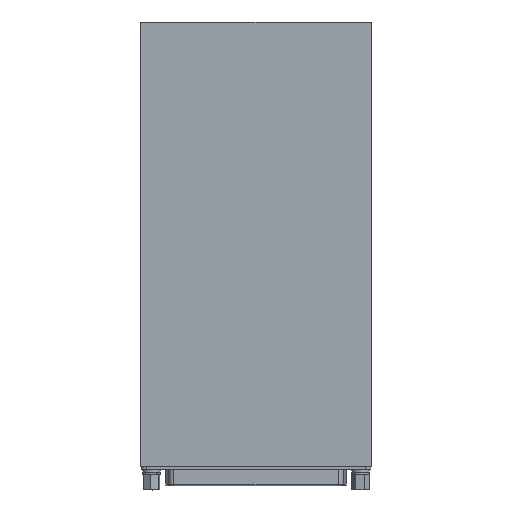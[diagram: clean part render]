
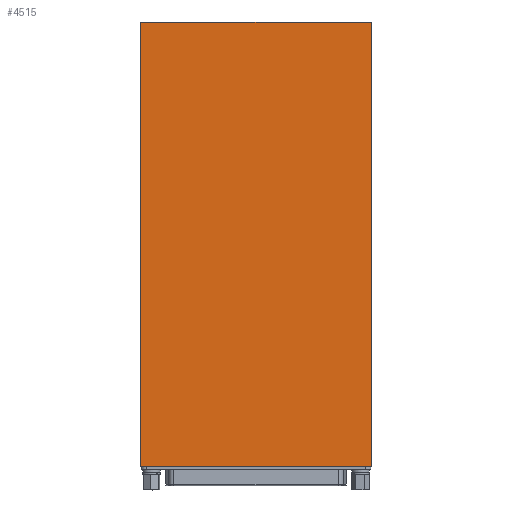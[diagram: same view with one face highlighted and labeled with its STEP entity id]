
A CAD part, top view. The second image highlights one B-rep face of the part: STEP entity #4515.
In plain terms, the highlighted planar face has unit normal (0, 0, 1).
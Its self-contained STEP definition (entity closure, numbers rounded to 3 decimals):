
#469=ORIENTED_EDGE('',*,*,#1123,.F.);
#470=ORIENTED_EDGE('',*,*,#1132,.F.);
#471=ORIENTED_EDGE('',*,*,#1129,.F.);
#472=ORIENTED_EDGE('',*,*,#1126,.F.);
#1123=EDGE_CURVE('',#1457,#1458,#1735,.T.);
#1126=EDGE_CURVE('',#1458,#1460,#1738,.T.);
#1129=EDGE_CURVE('',#1460,#1462,#1741,.T.);
#1132=EDGE_CURVE('',#1462,#1457,#1744,.T.);
#1457=VERTEX_POINT('',#6323);
#1458=VERTEX_POINT('',#6325);
#1460=VERTEX_POINT('',#6331);
#1462=VERTEX_POINT('',#6337);
#1735=LINE('',#6324,#1841);
#1738=LINE('',#6330,#1844);
#1741=LINE('',#6336,#1847);
#1744=LINE('',#6341,#1850);
#1841=VECTOR('',#5261,1000.);
#1844=VECTOR('',#5266,1000.);
#1847=VECTOR('',#5271,1000.);
#1850=VECTOR('',#5276,1000.);
#1949=EDGE_LOOP('',(#469,#470,#471,#472));
#2367=FACE_BOUND('',#1949,.T.);
#2791=PLANE('',#4782);
#4515=ADVANCED_FACE('',(#2367),#2791,.F.);
#4782=AXIS2_PLACEMENT_3D('',#6342,#5277,#5278);
#5261=DIRECTION('',(0.,-1.,0.));
#5266=DIRECTION('',(-1.,0.,0.));
#5271=DIRECTION('',(0.,1.,0.));
#5276=DIRECTION('',(1.,0.,0.));
#5277=DIRECTION('',(0.,0.,-1.));
#5278=DIRECTION('',(-1.,0.,0.));
#6323=CARTESIAN_POINT('',(35.052,67.437,10.287));
#6324=CARTESIAN_POINT('',(35.052,67.437,10.287));
#6325=CARTESIAN_POINT('',(35.052,-67.437,10.287));
#6330=CARTESIAN_POINT('',(35.052,-67.437,10.287));
#6331=CARTESIAN_POINT('',(-35.052,-67.437,10.287));
#6336=CARTESIAN_POINT('',(-35.052,-67.437,10.287));
#6337=CARTESIAN_POINT('',(-35.052,67.437,10.287));
#6341=CARTESIAN_POINT('',(-35.052,67.437,10.287));
#6342=CARTESIAN_POINT('',(0.,0.,10.287));
